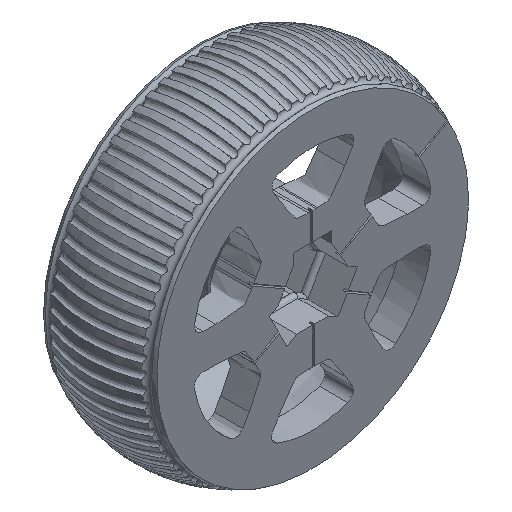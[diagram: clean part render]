
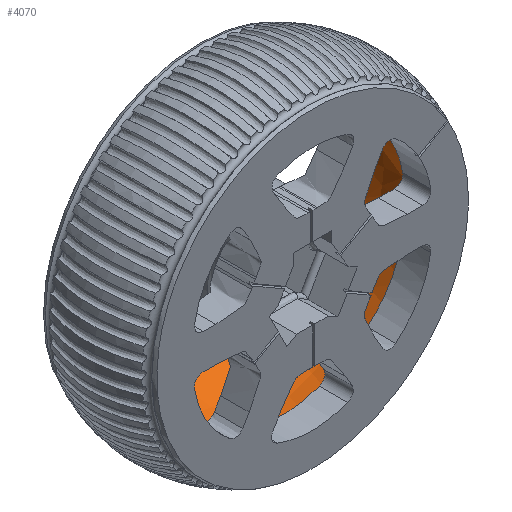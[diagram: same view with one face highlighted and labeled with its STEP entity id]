
A CAD part, isometric view. The second image highlights one B-rep face of the part: STEP entity #4070.
In plain terms, the highlighted free-form (B-spline) face has degree [2, 3] with [11, 7] control points.
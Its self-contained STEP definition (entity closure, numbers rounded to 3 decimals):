
#3965=CARTESIAN_POINT('',(6.446,-4.998,10.982));
#3966=CARTESIAN_POINT('',(6.446,-4.998,23.876));
#3967=CARTESIAN_POINT('',(-6.447,-4.998,23.876));
#3968=CARTESIAN_POINT('',(-6.447,-4.998,10.982));
#3969=CARTESIAN_POINT('',(-6.447,-4.998,-1.911));
#3970=CARTESIAN_POINT('',(6.446,-4.998,-1.911));
#3971=CARTESIAN_POINT('',(6.446,-4.998,10.982));
#3972=CARTESIAN_POINT('',(6.684,-4.046,10.982));
#3973=CARTESIAN_POINT('',(6.684,-4.046,24.35));
#3974=CARTESIAN_POINT('',(-6.685,-4.046,24.35));
#3975=CARTESIAN_POINT('',(-6.685,-4.046,10.982));
#3976=CARTESIAN_POINT('',(-6.685,-4.046,-2.386));
#3977=CARTESIAN_POINT('',(6.684,-4.046,-2.386));
#3978=CARTESIAN_POINT('',(6.684,-4.046,10.982));
#3979=CARTESIAN_POINT('',(6.921,-3.095,10.982));
#3980=CARTESIAN_POINT('',(6.921,-3.095,24.825));
#3981=CARTESIAN_POINT('',(-6.922,-3.095,24.825));
#3982=CARTESIAN_POINT('',(-6.922,-3.095,10.982));
#3983=CARTESIAN_POINT('',(-6.922,-3.095,-2.861));
#3984=CARTESIAN_POINT('',(6.921,-3.095,-2.861));
#3985=CARTESIAN_POINT('',(6.921,-3.095,10.982));
#3986=CARTESIAN_POINT('',(7.116,-2.312,10.982));
#3987=CARTESIAN_POINT('',(7.116,-2.312,25.216));
#3988=CARTESIAN_POINT('',(-7.117,-2.312,25.216));
#3989=CARTESIAN_POINT('',(-7.117,-2.312,10.982));
#3990=CARTESIAN_POINT('',(-7.117,-2.312,-3.252));
#3991=CARTESIAN_POINT('',(7.116,-2.312,-3.252));
#3992=CARTESIAN_POINT('',(7.116,-2.312,10.982));
#3993=CARTESIAN_POINT('',(7.312,-1.529,10.982));
#3994=CARTESIAN_POINT('',(7.312,-1.529,25.606));
#3995=CARTESIAN_POINT('',(-7.313,-1.529,25.606));
#3996=CARTESIAN_POINT('',(-7.313,-1.529,10.982));
#3997=CARTESIAN_POINT('',(-7.313,-1.529,-3.642));
#3998=CARTESIAN_POINT('',(7.312,-1.529,-3.642));
#3999=CARTESIAN_POINT('',(7.312,-1.529,10.982));
#4000=CARTESIAN_POINT('',(7.873,0.721,10.982));
#4001=CARTESIAN_POINT('',(7.873,0.721,26.729));
#4002=CARTESIAN_POINT('',(-7.874,0.721,26.729));
#4003=CARTESIAN_POINT('',(-7.874,0.721,10.982));
#4004=CARTESIAN_POINT('',(-7.874,0.721,-4.765));
#4005=CARTESIAN_POINT('',(7.873,0.721,-4.765));
#4006=CARTESIAN_POINT('',(7.873,0.721,10.982));
#4007=CARTESIAN_POINT('',(6.75,2.971,10.982));
#4008=CARTESIAN_POINT('',(6.75,2.971,24.482));
#4009=CARTESIAN_POINT('',(-6.75,2.971,24.482));
#4010=CARTESIAN_POINT('',(-6.75,2.971,10.982));
#4011=CARTESIAN_POINT('',(-6.75,2.971,-2.518));
#4012=CARTESIAN_POINT('',(6.75,2.971,-2.518));
#4013=CARTESIAN_POINT('',(6.75,2.971,10.982));
#4014=CARTESIAN_POINT('',(6.651,3.17,10.982));
#4015=CARTESIAN_POINT('',(6.651,3.17,24.284));
#4016=CARTESIAN_POINT('',(-6.652,3.17,24.284));
#4017=CARTESIAN_POINT('',(-6.652,3.17,10.982));
#4018=CARTESIAN_POINT('',(-6.652,3.17,-2.32));
#4019=CARTESIAN_POINT('',(6.651,3.17,-2.32));
#4020=CARTESIAN_POINT('',(6.651,3.17,10.982));
#4021=CARTESIAN_POINT('',(6.552,3.368,10.982));
#4022=CARTESIAN_POINT('',(6.552,3.368,24.086));
#4023=CARTESIAN_POINT('',(-6.553,3.368,24.086));
#4024=CARTESIAN_POINT('',(-6.553,3.368,10.982));
#4025=CARTESIAN_POINT('',(-6.553,3.368,-2.122));
#4026=CARTESIAN_POINT('',(6.552,3.368,-2.122));
#4027=CARTESIAN_POINT('',(6.552,3.368,10.982));
#4028=CARTESIAN_POINT('',(6.313,3.845,10.982));
#4029=CARTESIAN_POINT('',(6.313,3.845,23.609));
#4030=CARTESIAN_POINT('',(-6.314,3.845,23.609));
#4031=CARTESIAN_POINT('',(-6.314,3.845,10.982));
#4032=CARTESIAN_POINT('',(-6.314,3.845,-1.645));
#4033=CARTESIAN_POINT('',(6.313,3.845,-1.645));
#4034=CARTESIAN_POINT('',(6.313,3.845,10.982));
#4035=CARTESIAN_POINT('',(6.075,4.323,10.982));
#4036=CARTESIAN_POINT('',(6.075,4.323,23.132));
#4037=CARTESIAN_POINT('',(-6.075,4.323,23.132));
#4038=CARTESIAN_POINT('',(-6.075,4.323,10.982));
#4039=CARTESIAN_POINT('',(-6.075,4.323,-1.168));
#4040=CARTESIAN_POINT('',(6.075,4.323,-1.168));
#4041=CARTESIAN_POINT('',(6.075,4.323,10.982));
#4042=(BOUNDED_SURFACE()
B_SPLINE_SURFACE(2,3,((#3965,#3966,#3967,#3968,#3969,#3970,#3971),(#3972,#3973,#3974,#3975,#3976,#3977,#3978),(#3979,#3980,#3981,#3982,#3983,#3984,#3985),(#3986,#3987,#3988,#3989,#3990,#3991,#3992),(#3993,#3994,#3995,#3996,#3997,#3998,#3999),(#4000,#4001,#4002,#4003,#4004,#4005,#4006),(#4007,#4008,#4009,#4010,#4011,#4012,#4013),(#4014,#4015,#4016,#4017,#4018,#4019,#4020),(#4021,#4022,#4023,#4024,#4025,#4026,#4027),(#4028,#4029,#4030,#4031,#4032,#4033,#4034),(#4035,#4036,#4037,#4038,#4039,#4040,#4041)),.UNSPECIFIED.,.F.,.T.,.U.)
B_SPLINE_SURFACE_WITH_KNOTS((3,2,2,2,2,3),(4,3,4),(-0.594,-0.213,0.1,1.,1.079,1.27),(0.,0.5,1.),.UNSPECIFIED.)
GEOMETRIC_REPRESENTATION_ITEM()
RATIONAL_B_SPLINE_SURFACE(((1.,0.333,0.333,1.,0.333,0.333,1.),(1.,0.333,0.333,1.,0.333,0.333,1.),(1.,0.333,0.333,1.,0.333,0.333,1.),(1.,0.333,0.333,1.,0.333,0.333,1.),(1.,0.333,0.333,1.,0.333,0.333,1.),(1.,0.333,0.333,1.,0.333,0.333,1.),(1.,0.333,0.333,1.,0.333,0.333,1.),(1.,0.333,0.333,1.,0.333,0.333,1.),(1.,0.333,0.333,1.,0.333,0.333,1.),(1.,0.333,0.333,1.,0.333,0.333,1.),(1.,0.333,0.333,1.,0.333,0.333,1.)))
REPRESENTATION_ITEM('')
SURFACE()
);
#4043=CARTESIAN_POINT('',(6.75,2.971,10.982));
#4044=VERTEX_POINT('',#4043);
#4045=CARTESIAN_POINT('',(7.312,-1.529,10.982));
#4046=VERTEX_POINT('',#4045);
#4047=CARTESIAN_POINT('',(6.75,2.971,10.982));
#4048=CARTESIAN_POINT('',(7.873,0.721,10.982));
#4049=CARTESIAN_POINT('',(7.312,-1.529,10.982));
#4050=B_SPLINE_CURVE_WITH_KNOTS('',2,(#4047,#4048,#4049),.UNSPECIFIED.,.F.,.F.,(3,3),(-0.323,0.577),.UNSPECIFIED.);
#4051=EDGE_CURVE('',#4044,#4046,#4050,.T.);
#4052=ORIENTED_EDGE('',*,*,#4051,.F.);
#4053=CARTESIAN_POINT('',(0.,2.971,10.982));
#4054=DIRECTION('',(-0.,1.,0.));
#4055=DIRECTION('',(1.,0.,0.));
#4056=AXIS2_PLACEMENT_3D('',#4053,#4054,#4055);
#4057=CIRCLE('',#4056,6.75);
#4058=EDGE_CURVE('',#4044,#4044,#4057,.T.);
#4059=ORIENTED_EDGE('',*,*,#4058,.T.);
#4060=ORIENTED_EDGE('',*,*,#4051,.T.);
#4061=CARTESIAN_POINT('',(0.,-1.529,10.982));
#4062=DIRECTION('',(0.,-1.,-0.));
#4063=DIRECTION('',(1.,0.,0.));
#4064=AXIS2_PLACEMENT_3D('',#4061,#4062,#4063);
#4065=CIRCLE('',#4064,7.312);
#4066=EDGE_CURVE('',#4046,#4046,#4065,.T.);
#4067=ORIENTED_EDGE('',*,*,#4066,.T.);
#4068=EDGE_LOOP('',(#4052,#4059,#4060,#4067));
#4069=FACE_BOUND('',#4068,.T.);
#4070=ADVANCED_FACE('',(#4069),#4042,.F.);
